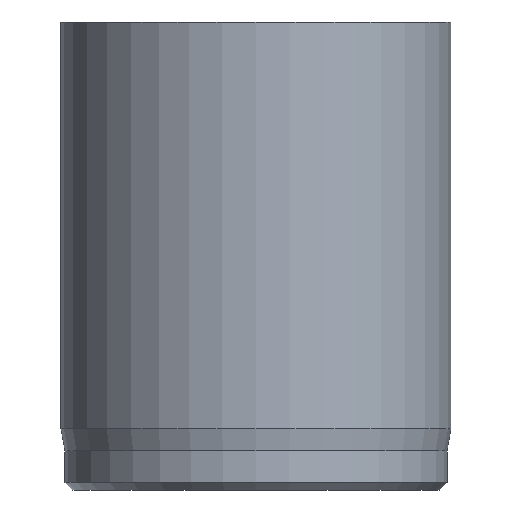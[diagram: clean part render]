
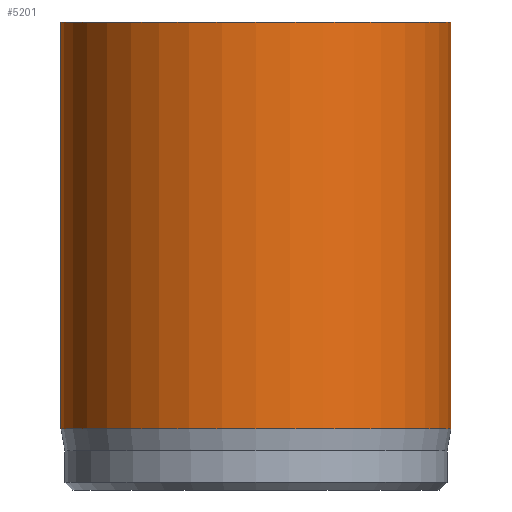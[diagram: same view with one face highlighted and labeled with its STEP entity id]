
A CAD part, front view. The second image highlights one B-rep face of the part: STEP entity #5201.
In plain terms, the highlighted cylindrical face has radius 5 mm (diameter 10 mm), a full revolution.
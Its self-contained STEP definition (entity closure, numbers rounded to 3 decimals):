
#31=CYLINDRICAL_SURFACE('',#5402,5.);
#45=CIRCLE('',#5376,5.);
#57=CIRCLE('',#5400,5.);
#58=CIRCLE('',#5401,5.);
#815=FACE_OUTER_BOUND('',#1117,.T.);
#1117=EDGE_LOOP('',(#4713,#4714,#4715,#4716,#4717));
#1544=LINE('',#9658,#1977);
#1977=VECTOR('',#6097,5.);
#2474=VERTEX_POINT('',#9610);
#2486=VERTEX_POINT('',#9652);
#2487=VERTEX_POINT('',#9653);
#3219=EDGE_CURVE('',#2474,#2474,#45,.T.);
#3237=EDGE_CURVE('',#2486,#2487,#57,.T.);
#3238=EDGE_CURVE('',#2487,#2486,#58,.T.);
#3240=EDGE_CURVE('',#2474,#2486,#1544,.T.);
#4713=ORIENTED_EDGE('',*,*,#3219,.T.);
#4714=ORIENTED_EDGE('',*,*,#3240,.T.);
#4715=ORIENTED_EDGE('',*,*,#3237,.T.);
#4716=ORIENTED_EDGE('',*,*,#3238,.T.);
#4717=ORIENTED_EDGE('',*,*,#3240,.F.);
#5201=ADVANCED_FACE('',(#815),#31,.T.);
#5376=AXIS2_PLACEMENT_3D('',#9611,#6036,#6037);
#5400=AXIS2_PLACEMENT_3D('',#9654,#6090,#6091);
#5401=AXIS2_PLACEMENT_3D('',#9655,#6092,#6093);
#5402=AXIS2_PLACEMENT_3D('',#9657,#6095,#6096);
#6036=DIRECTION('center_axis',(0.,0.,-1.));
#6037=DIRECTION('ref_axis',(-1.,0.,0.));
#6090=DIRECTION('center_axis',(0.,0.,1.));
#6091=DIRECTION('ref_axis',(-1.,0.,0.));
#6092=DIRECTION('center_axis',(0.,0.,1.));
#6093=DIRECTION('ref_axis',(-1.,0.,0.));
#6095=DIRECTION('center_axis',(0.,0.,1.));
#6096=DIRECTION('ref_axis',(-1.,0.,0.));
#6097=DIRECTION('',(0.,0.,-1.));
#9610=CARTESIAN_POINT('',(5.,0.,12.));
#9611=CARTESIAN_POINT('Origin',(0.,0.,12.));
#9652=CARTESIAN_POINT('',(5.,0.,1.567));
#9653=CARTESIAN_POINT('',(-5.,0.,1.567));
#9654=CARTESIAN_POINT('Origin',(0.,0.,1.567));
#9655=CARTESIAN_POINT('Origin',(0.,0.,1.567));
#9657=CARTESIAN_POINT('Origin',(0.,0.,0.));
#9658=CARTESIAN_POINT('',(5.,0.,0.));
